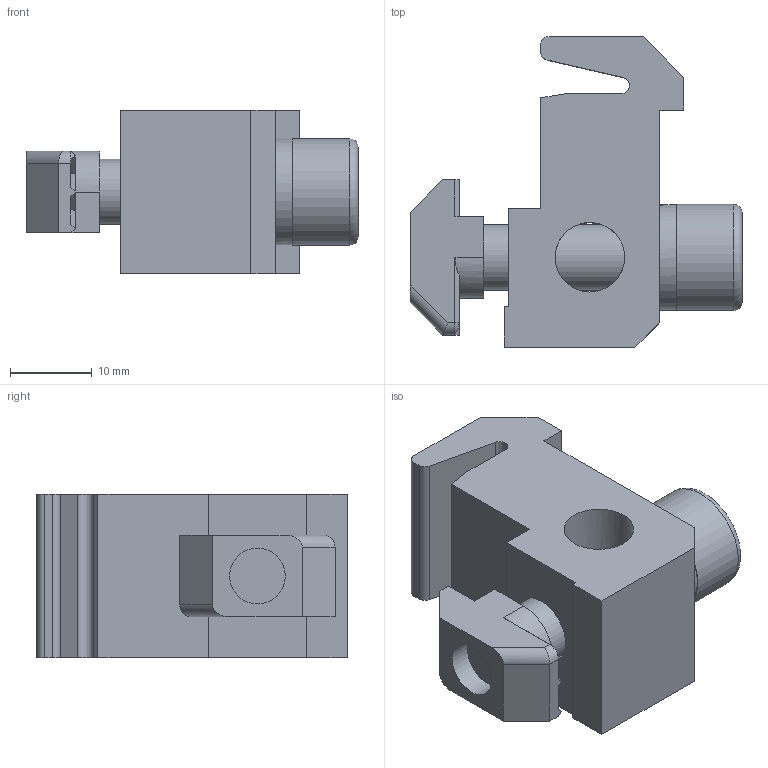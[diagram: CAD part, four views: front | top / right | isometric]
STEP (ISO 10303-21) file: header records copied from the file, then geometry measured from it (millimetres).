
FILE_DESCRIPTION(/* description */ ('Staffa giunzione profilo scale'),/* implementation_level */ '2;1');
FILE_NAME(/* name */ 'CLS40A.stp',/* time_stamp */ '2022-07-11T15:07:38+02:00',/* author */ ('stefan.nesic'),/* organization */ ('Microsoft'),/* preprocessor_version */ 'ST-DEVELOPER v18.1',/* originating_system */ 'Autodesk Inventor 2021',/* authorisation */ '');
FILE_SCHEMA (('CONFIG_CONTROL_DESIGN'));
Length unit declared in the file: millimetre
Products named in the file (1): CLS40A
Bounding box: 40.6 x 38 x 20 mm (x, y, z)
Volume: 13619 mm3; surface area: 6935.8 mm2
Topology: 4 solids, 4 shells, 106 faces, 265 edges, 166 vertices
Faces by surface type: plane 81, cylinder 20, cone 4, torus 1
Full cylindrical faces by diameter (mm): 6.8 x1, 8 x1, 8.5 x4, 13 x1
Entity records: 3190 total; most frequent: CARTESIAN_POINT 551, DIRECTION 540, ORIENTED_EDGE 528, EDGE_CURVE 264, LINE 190, VECTOR 190, AXIS2_PLACEMENT_3D 175, VERTEX_POINT 166
